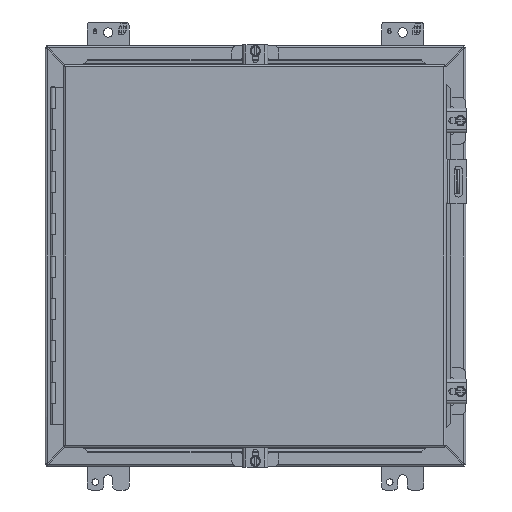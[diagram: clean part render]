
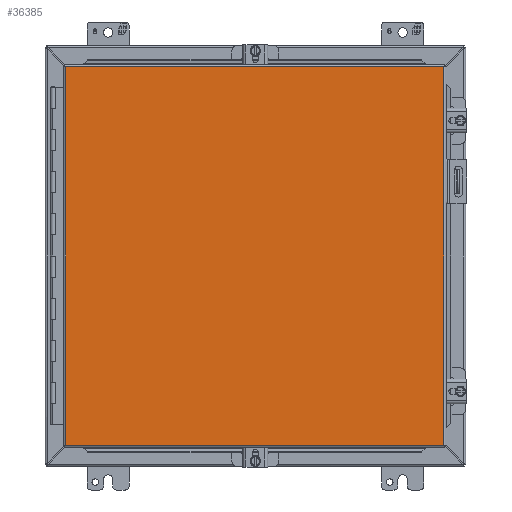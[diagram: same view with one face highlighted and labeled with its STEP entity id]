
A CAD part, front view. The second image highlights one B-rep face of the part: STEP entity #36385.
In plain terms, the highlighted planar face has unit normal (0, -1, 0).
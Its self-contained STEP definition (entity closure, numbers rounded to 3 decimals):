
#1055 = VECTOR ( 'NONE', #29699, 39.37 ) ;
#1203 = CARTESIAN_POINT ( 'NONE',  ( -9.017, -9.21, -8.995 ) ) ;
#1339 = DIRECTION ( 'NONE',  ( 0., 0., 1. ) ) ;
#1803 = CARTESIAN_POINT ( 'NONE',  ( -9.017, -9.21, -8.995 ) ) ;
#2322 = CARTESIAN_POINT ( 'NONE',  ( 8.955, -9.21, -8.995 ) ) ;
#4243 = FACE_OUTER_BOUND ( 'NONE', #21380, .T. ) ;
#4571 = EDGE_CURVE ( 'NONE', #10263, #31976, #12450, .T. ) ;
#5012 = VERTEX_POINT ( 'NONE', #21945 ) ;
#6229 = EDGE_CURVE ( 'NONE', #19485, #10263, #39800, .T. ) ;
#9801 = EDGE_CURVE ( 'NONE', #31976, #5012, #45726, .T. ) ;
#10263 = VERTEX_POINT ( 'NONE', #22173 ) ;
#11073 = ORIENTED_EDGE ( 'NONE', *, *, #6229, .F. ) ;
#12450 = LINE ( 'NONE', #44129, #21994 ) ;
#13122 = ORIENTED_EDGE ( 'NONE', *, *, #4571, .F. ) ;
#19141 = LINE ( 'NONE', #1803, #36570 ) ;
#19485 = VERTEX_POINT ( 'NONE', #36279 ) ;
#21380 = EDGE_LOOP ( 'NONE', ( #13122, #11073, #21447, #33876 ) ) ;
#21447 = ORIENTED_EDGE ( 'NONE', *, *, #33516, .F. ) ;
#21945 = CARTESIAN_POINT ( 'NONE',  ( -9.017, -9.21, -8.995 ) ) ;
#21994 = VECTOR ( 'NONE', #43902, 39.37 ) ;
#22173 = CARTESIAN_POINT ( 'NONE',  ( 8.955, -9.21, 8.995 ) ) ;
#22543 = DIRECTION ( 'NONE',  ( 0., -1., 0. ) ) ;
#23703 = CARTESIAN_POINT ( 'NONE',  ( 8.955, -9.21, -8.995 ) ) ;
#23900 = DIRECTION ( 'NONE',  ( -1., 0., 0. ) ) ;
#26295 = PLANE ( 'NONE',  #26555 ) ;
#26555 = AXIS2_PLACEMENT_3D ( 'NONE', #1203, #22543, #36870 ) ;
#27012 = VECTOR ( 'NONE', #23900, 39.37 ) ;
#29236 = CARTESIAN_POINT ( 'NONE',  ( -9.017, -9.21, 8.994 ) ) ;
#29699 = DIRECTION ( 'NONE',  ( 1., 0., 0. ) ) ;
#31976 = VERTEX_POINT ( 'NONE', #23703 ) ;
#33516 = EDGE_CURVE ( 'NONE', #5012, #19485, #19141, .T. ) ;
#33876 = ORIENTED_EDGE ( 'NONE', *, *, #9801, .F. ) ;
#36279 = CARTESIAN_POINT ( 'NONE',  ( -9.017, -9.21, 8.994 ) ) ;
#36385 = ADVANCED_FACE ( 'NONE', ( #4243 ), #26295, .T. ) ;
#36570 = VECTOR ( 'NONE', #1339, 39.37 ) ;
#36870 = DIRECTION ( 'NONE',  ( 0., 0., -1. ) ) ;
#39800 = LINE ( 'NONE', #29236, #1055 ) ;
#43902 = DIRECTION ( 'NONE',  ( 0., 0., -1. ) ) ;
#44129 = CARTESIAN_POINT ( 'NONE',  ( 8.955, -9.21, 8.994 ) ) ;
#45726 = LINE ( 'NONE', #2322, #27012 ) ;
